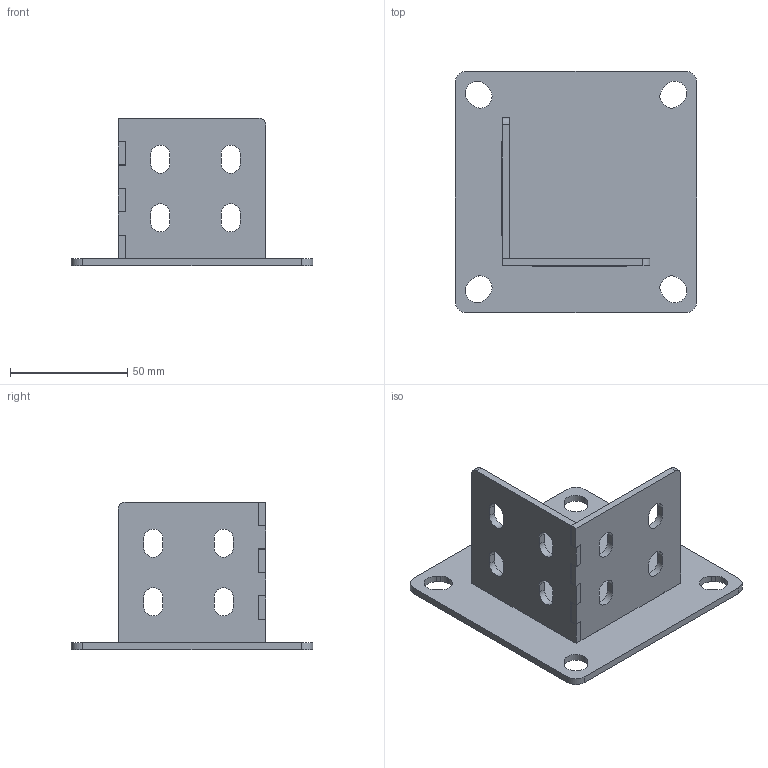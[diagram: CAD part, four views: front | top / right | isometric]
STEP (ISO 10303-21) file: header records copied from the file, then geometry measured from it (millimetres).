
FILE_DESCRIPTION (( 'STEP AP214' ), '1' );
FILE_NAME ('A939 Ïëîùàäêà îïîðíàÿ 60õ60.STEP', '2025-07-31T09:12:01', ( '' ), ( '' ), 'SwSTEP 2.0', 'SolidWorks 2025', '' );
FILE_SCHEMA (( 'AUTOMOTIVE_DESIGN' ));
Length unit declared in the file: millimetre
Products named in the file (4): A939 Площадка опорная 60х60; A939 60х60 Основание_00; A939 60х60 Боковина с пазом 1_00; A939 60х60 Боковина с пазом 2_00
Assembly tree (3 placements, depth 2):
  A939 Площадка опорная 60х60
    A939 60х60 Основание_00
    A939 60х60 Боковина с пазом 1_00
    A939 60х60 Боковина с пазом 2_00
Bounding box: 103 x 103 x 63 mm (x, y, z)
Volume: 50609.4 mm3; surface area: 38276.5 mm2
Topology: 3 solids, 3 shells, 116 faces, 330 edges, 220 vertices
Faces by surface type: plane 78, cylinder 38
Entity records: 3980 total; most frequent: CARTESIAN_POINT 672, ORIENTED_EDGE 660, DIRECTION 650, EDGE_CURVE 330, VECTOR 254, LINE 254, VERTEX_POINT 220, AXIS2_PLACEMENT_3D 198
